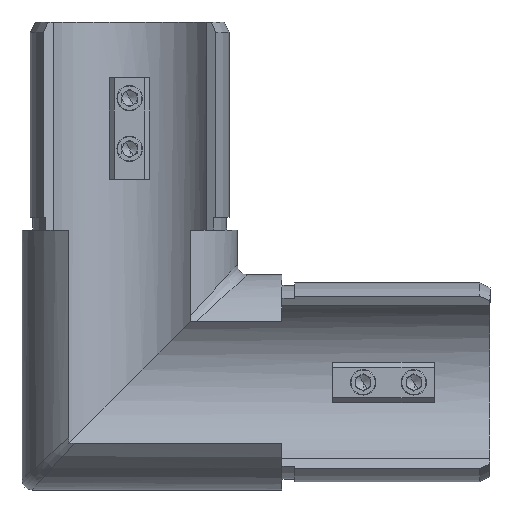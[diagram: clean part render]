
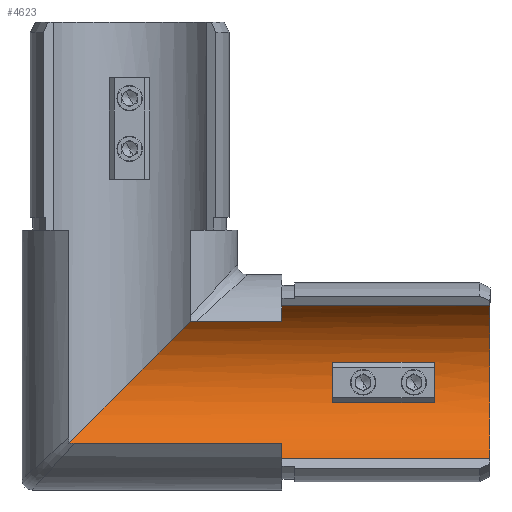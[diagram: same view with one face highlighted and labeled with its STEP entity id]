
A CAD part, front view. The second image highlights one B-rep face of the part: STEP entity #4623.
In plain terms, the highlighted cylindrical face has radius 17.4 mm (diameter 34.8 mm), a partial arc.
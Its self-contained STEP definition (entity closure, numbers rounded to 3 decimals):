
#636 = ORIENTED_EDGE ( 'NONE', *, *, #18712, .T. ) ;
#1046 = CYLINDRICAL_SURFACE ( 'NONE', #18695, 17.4 ) ;
#1050 = CARTESIAN_POINT ( 'NONE',  ( -17.4, 34.8, -17.4 ) ) ;
#1548 = DIRECTION ( 'NONE',  ( -1., 0., 0. ) ) ;
#1551 = DIRECTION ( 'NONE',  ( 0., 0., -1. ) ) ;
#1688 = DIRECTION ( 'NONE',  ( 1., 0., 0. ) ) ;
#3297 = ORIENTED_EDGE ( 'NONE', *, *, #12709, .F. ) ;
#3496 = VERTEX_POINT ( 'NONE', #10127 ) ;
#4107 = EDGE_LOOP ( 'NONE', ( #17296, #18587, #18253, #636 ) ) ;
#4349 = EDGE_CURVE ( 'NONE', #17711, #3496, #8954, .T. ) ;
#4360 = DIRECTION ( 'NONE',  ( 1., 0., 0. ) ) ;
#4392 = CARTESIAN_POINT ( 'NONE',  ( -17.4, 0., -17.4 ) ) ;
#4623 = ADVANCED_FACE ( 'NONE', ( #7539, #8074 ), #1046, .F. ) ;
#4684 = CARTESIAN_POINT ( 'NONE',  ( 0., 0., 0. ) ) ;
#4787 = DIRECTION ( 'NONE',  ( 1., 0., 0. ) ) ;
#4857 = DIRECTION ( 'NONE',  ( 0., 0., 1. ) ) ;
#6353 = DIRECTION ( 'NONE',  ( 1., 0., 0. ) ) ;
#6609 = CARTESIAN_POINT ( 'NONE',  ( 60., 0., 0. ) ) ;
#6762 = CARTESIAN_POINT ( 'NONE',  ( 60., 16.934, 4. ) ) ;
#7277 = VERTEX_POINT ( 'NONE', #6762 ) ;
#7399 = CARTESIAN_POINT ( 'NONE',  ( 17.4, 0., 17.4 ) ) ;
#7539 = FACE_OUTER_BOUND ( 'NONE', #4107, .T. ) ;
#7671 = EDGE_CURVE ( 'NONE', #3496, #18890, #18311, .T. ) ;
#8048 = DIRECTION ( 'NONE',  ( 1., 0., 0. ) ) ;
#8074 = FACE_BOUND ( 'NONE', #17952, .T. ) ;
#8125 = EDGE_CURVE ( 'NONE', #17227, #20136, #9512, .T. ) ;
#8605 = CIRCLE ( 'NONE', #10145, 17.4 ) ;
#8916 = ORIENTED_EDGE ( 'NONE', *, *, #8125, .F. ) ;
#8954 =( BOUNDED_CURVE ( )  B_SPLINE_CURVE ( 3, ( #7399, #14070, #1050, #4392 ),
 .UNSPECIFIED., .F., .F. ) 
 B_SPLINE_CURVE_WITH_KNOTS ( ( 4, 4 ),
 ( 0., 3.142 ),
 .UNSPECIFIED. ) 
 CURVE ( )  GEOMETRIC_REPRESENTATION_ITEM ( )  RATIONAL_B_SPLINE_CURVE ( ( 1., 0.333, 0.333, 1. ) ) 
 REPRESENTATION_ITEM ( '' )  );
#9512 = LINE ( 'NONE', #13271, #15991 ) ;
#9524 = CARTESIAN_POINT ( 'NONE',  ( 40., 16.934, 4. ) ) ;
#10102 = CARTESIAN_POINT ( 'NONE',  ( 17.4, 0., 17.4 ) ) ;
#10127 = CARTESIAN_POINT ( 'NONE',  ( -17.4, 0., -17.4 ) ) ;
#10133 = CARTESIAN_POINT ( 'NONE',  ( 0., 16.934, 4. ) ) ;
#10145 = AXIS2_PLACEMENT_3D ( 'NONE', #6609, #4787, #4857 ) ;
#10170 = AXIS2_PLACEMENT_3D ( 'NONE', #14632, #6353, #11443 ) ;
#10250 = EDGE_CURVE ( 'NONE', #17711, #15056, #16434, .T. ) ;
#10688 = ORIENTED_EDGE ( 'NONE', *, *, #21158, .F. ) ;
#10734 = ORIENTED_EDGE ( 'NONE', *, *, #15344, .F. ) ;
#11391 = CIRCLE ( 'NONE', #10170, 17.4 ) ;
#11440 = CARTESIAN_POINT ( 'NONE',  ( 40., 16.934, -4. ) ) ;
#11443 = DIRECTION ( 'NONE',  ( 0., 0., 1. ) ) ;
#12445 = CARTESIAN_POINT ( 'NONE',  ( 0., 0., -17.4 ) ) ;
#12664 = LINE ( 'NONE', #10133, #13435 ) ;
#12691 = CARTESIAN_POINT ( 'NONE',  ( 71., 0., 17.4 ) ) ;
#12709 = EDGE_CURVE ( 'NONE', #20136, #7277, #8605, .T. ) ;
#13037 = DIRECTION ( 'NONE',  ( 1., 0., 0. ) ) ;
#13271 = CARTESIAN_POINT ( 'NONE',  ( 0., 16.934, -4. ) ) ;
#13435 = VECTOR ( 'NONE', #1548, 1000. ) ;
#13655 = CIRCLE ( 'NONE', #17681, 17.4 ) ;
#14070 = CARTESIAN_POINT ( 'NONE',  ( 17.4, 34.8, 17.4 ) ) ;
#14409 = DIRECTION ( 'NONE',  ( 0., 0., -1. ) ) ;
#14632 = CARTESIAN_POINT ( 'NONE',  ( 71., 0., 0. ) ) ;
#14982 = CARTESIAN_POINT ( 'NONE',  ( 0., 0., 17.4 ) ) ;
#15056 = VERTEX_POINT ( 'NONE', #12691 ) ;
#15344 = EDGE_CURVE ( 'NONE', #7277, #16289, #12664, .T. ) ;
#15386 = CARTESIAN_POINT ( 'NONE',  ( 71., 0., -17.4 ) ) ;
#15991 = VECTOR ( 'NONE', #1688, 1000. ) ;
#16064 = DIRECTION ( 'NONE',  ( -1., 0., 0. ) ) ;
#16289 = VERTEX_POINT ( 'NONE', #9524 ) ;
#16434 = LINE ( 'NONE', #14982, #17989 ) ;
#17227 = VERTEX_POINT ( 'NONE', #11440 ) ;
#17296 = ORIENTED_EDGE ( 'NONE', *, *, #10250, .F. ) ;
#17681 = AXIS2_PLACEMENT_3D ( 'NONE', #20953, #16064, #14409 ) ;
#17711 = VERTEX_POINT ( 'NONE', #10102 ) ;
#17952 = EDGE_LOOP ( 'NONE', ( #3297, #8916, #10688, #10734 ) ) ;
#17989 = VECTOR ( 'NONE', #13037, 1000. ) ;
#18253 = ORIENTED_EDGE ( 'NONE', *, *, #7671, .T. ) ;
#18311 = LINE ( 'NONE', #12445, #21460 ) ;
#18587 = ORIENTED_EDGE ( 'NONE', *, *, #4349, .T. ) ;
#18695 = AXIS2_PLACEMENT_3D ( 'NONE', #4684, #8048, #1551 ) ;
#18712 = EDGE_CURVE ( 'NONE', #18890, #15056, #11391, .T. ) ;
#18890 = VERTEX_POINT ( 'NONE', #15386 ) ;
#20136 = VERTEX_POINT ( 'NONE', #20739 ) ;
#20739 = CARTESIAN_POINT ( 'NONE',  ( 60., 16.934, -4. ) ) ;
#20953 = CARTESIAN_POINT ( 'NONE',  ( 40., 0., 0. ) ) ;
#21158 = EDGE_CURVE ( 'NONE', #16289, #17227, #13655, .T. ) ;
#21460 = VECTOR ( 'NONE', #4360, 1000. ) ;
